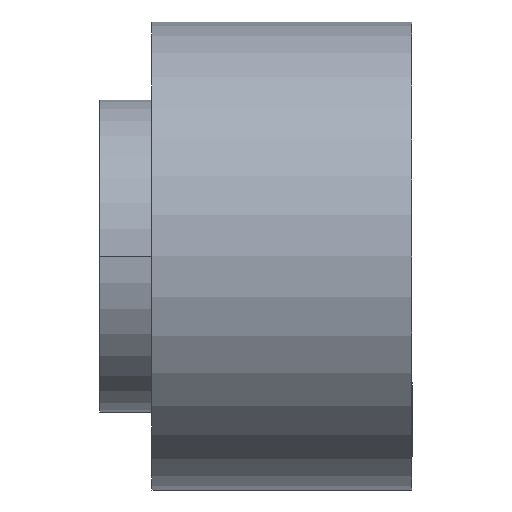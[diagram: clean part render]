
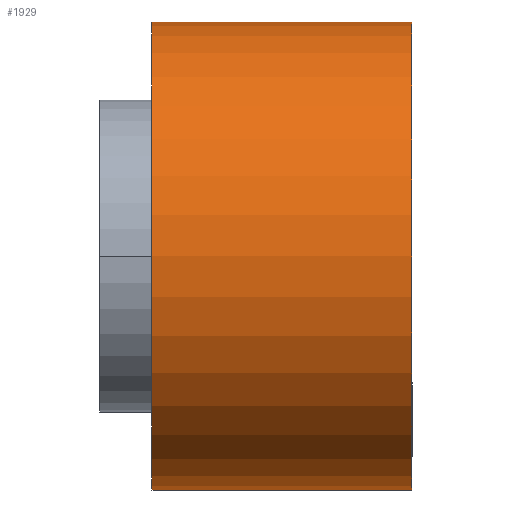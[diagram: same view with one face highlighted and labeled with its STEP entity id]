
A CAD part, front view. The second image highlights one B-rep face of the part: STEP entity #1929.
In plain terms, the highlighted cylindrical face has radius 4.5 mm (diameter 9 mm), a partial arc.
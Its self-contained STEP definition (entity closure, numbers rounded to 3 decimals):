
#22 = DIRECTION ( 'NONE',  ( -1., 0., 0. ) ) ;
#48 = FACE_OUTER_BOUND ( 'NONE', #1875, .T. ) ;
#77 = ORIENTED_EDGE ( 'NONE', *, *, #230, .T. ) ;
#122 = CARTESIAN_POINT ( 'NONE',  ( 6., 0., 4.5 ) ) ;
#127 = VERTEX_POINT ( 'NONE', #2004 ) ;
#228 = CIRCLE ( 'NONE', #2213, 4.5 ) ;
#230 = EDGE_CURVE ( 'NONE', #444, #127, #1005, .T. ) ;
#381 = DIRECTION ( 'NONE',  ( 0., 0., 1. ) ) ;
#444 = VERTEX_POINT ( 'NONE', #122 ) ;
#461 = AXIS2_PLACEMENT_3D ( 'NONE', #2200, #1258, #1657 ) ;
#524 = CARTESIAN_POINT ( 'NONE',  ( 6.5, 0., -4.5 ) ) ;
#541 = LINE ( 'NONE', #524, #1859 ) ;
#651 = VERTEX_POINT ( 'NONE', #1347 ) ;
#875 = ORIENTED_EDGE ( 'NONE', *, *, #1189, .T. ) ;
#898 = DIRECTION ( 'NONE',  ( -1., 0., 0. ) ) ;
#979 = CIRCLE ( 'NONE', #461, 4.5 ) ;
#1005 = LINE ( 'NONE', #1174, #1653 ) ;
#1051 = ORIENTED_EDGE ( 'NONE', *, *, #2364, .F. ) ;
#1098 = CARTESIAN_POINT ( 'NONE',  ( 6., 0., 0. ) ) ;
#1161 = CARTESIAN_POINT ( 'NONE',  ( 6., 0., -4.5 ) ) ;
#1174 = CARTESIAN_POINT ( 'NONE',  ( 6.5, 0., 4.5 ) ) ;
#1189 = EDGE_CURVE ( 'NONE', #127, #651, #979, .T. ) ;
#1258 = DIRECTION ( 'NONE',  ( 1., 0., 0. ) ) ;
#1301 = DIRECTION ( 'NONE',  ( 1., 0., 0. ) ) ;
#1347 = CARTESIAN_POINT ( 'NONE',  ( 1., 0., -4.5 ) ) ;
#1374 = DIRECTION ( 'NONE',  ( 0., 0., 1. ) ) ;
#1560 = CYLINDRICAL_SURFACE ( 'NONE', #2338, 4.5 ) ;
#1653 = VECTOR ( 'NONE', #2248, 1000. ) ;
#1657 = DIRECTION ( 'NONE',  ( 0., 0., 1. ) ) ;
#1728 = CARTESIAN_POINT ( 'NONE',  ( 6.5, 0., 0. ) ) ;
#1859 = VECTOR ( 'NONE', #898, 1000. ) ;
#1875 = EDGE_LOOP ( 'NONE', ( #1051, #2228, #77, #875 ) ) ;
#1929 = ADVANCED_FACE ( 'NONE', ( #48 ), #1560, .T. ) ;
#2004 = CARTESIAN_POINT ( 'NONE',  ( 1., 0., 4.5 ) ) ;
#2200 = CARTESIAN_POINT ( 'NONE',  ( 1., 0., 0. ) ) ;
#2213 = AXIS2_PLACEMENT_3D ( 'NONE', #1098, #1301, #381 ) ;
#2228 = ORIENTED_EDGE ( 'NONE', *, *, #2353, .F. ) ;
#2248 = DIRECTION ( 'NONE',  ( -1., 0., 0. ) ) ;
#2311 = VERTEX_POINT ( 'NONE', #1161 ) ;
#2338 = AXIS2_PLACEMENT_3D ( 'NONE', #1728, #22, #1374 ) ;
#2353 = EDGE_CURVE ( 'NONE', #444, #2311, #228, .T. ) ;
#2364 = EDGE_CURVE ( 'NONE', #2311, #651, #541, .T. ) ;
